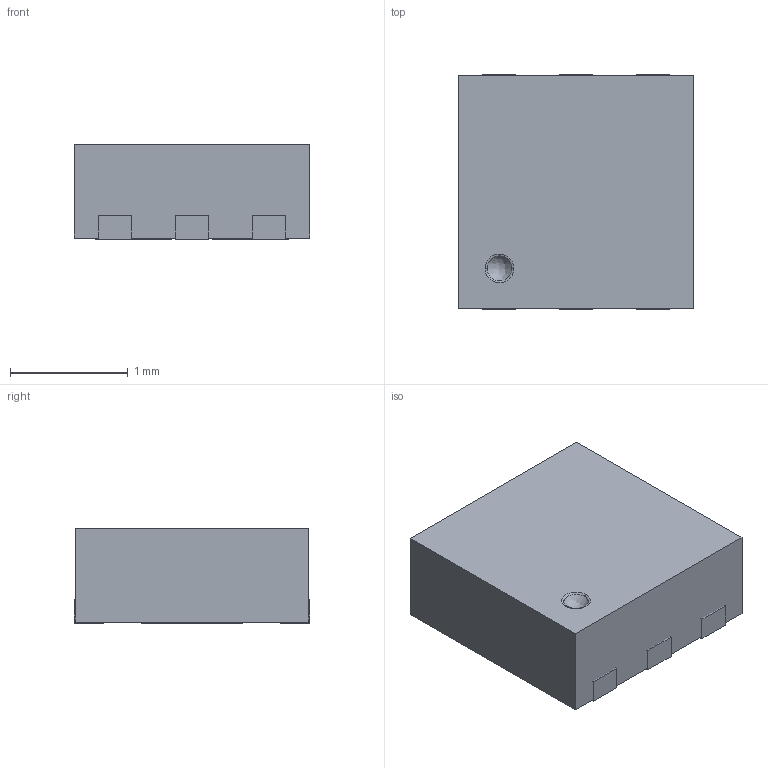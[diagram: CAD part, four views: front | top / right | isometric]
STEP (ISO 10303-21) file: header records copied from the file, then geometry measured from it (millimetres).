
FILE_DESCRIPTION(('FreeCAD Model'),'2;1');
FILE_NAME('Open CASCADE Shape Model','2022-02-01T10:26:43',('Author'),( ''),'Open CASCADE STEP processor 7.5','FreeCAD','Unknown');
FILE_SCHEMA(('AUTOMOTIVE_DESIGN { 1 0 10303 214 1 1 1 1 }'));
Length unit declared in the file: millimetre
Products named in the file (1): SON-6_2x2
Bounding box: 2 x 2 x 0.8 mm (x, y, z)
Surface area: 19.4 mm2
Topology: 9 solids, 9 shells, 58 faces, 117 edges, 78 vertices
Faces by surface type: plane 55, bspline 3
Entity records: 3425 total; most frequent: CARTESIAN_POINT 811, DIRECTION 449, LINE 337, VECTOR 337, ORIENTED_EDGE 234, PCURVE 234, DEFINITIONAL_REPRESENTATION 234, EDGE_CURVE 117
